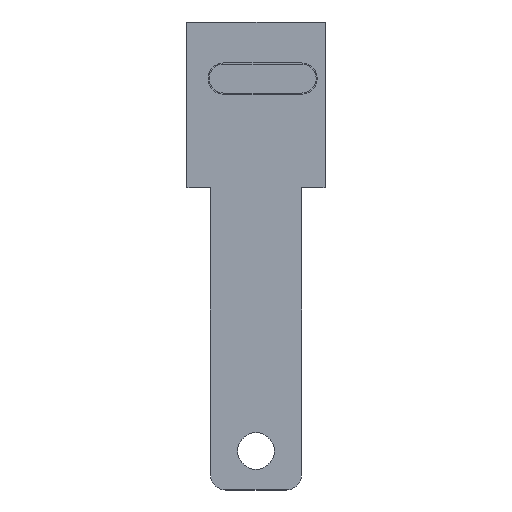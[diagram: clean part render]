
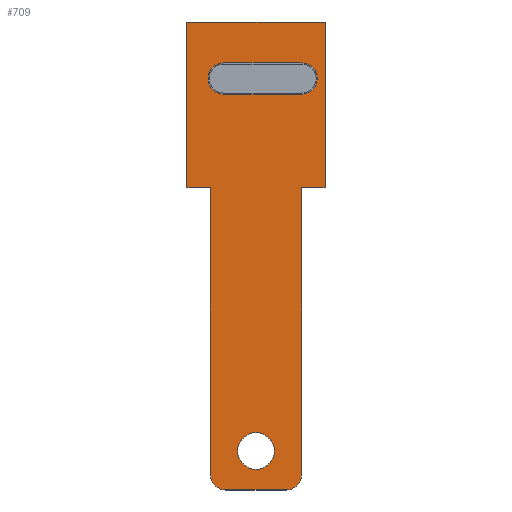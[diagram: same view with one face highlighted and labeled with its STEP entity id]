
A CAD part, top view. The second image highlights one B-rep face of the part: STEP entity #709.
In plain terms, the highlighted planar face has unit normal (0, 0, 1).
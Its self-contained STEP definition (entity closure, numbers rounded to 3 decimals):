
#10 = EDGE_CURVE ( 'NONE', #659, #825, #483, .T. ) ;
#18 = EDGE_CURVE ( 'NONE', #1252, #1137, #873, .T. ) ;
#19 = LINE ( 'NONE', #1000, #864 ) ;
#33 = VERTEX_POINT ( 'NONE', #373 ) ;
#40 = DIRECTION ( 'NONE',  ( 1., 0., 0. ) ) ;
#43 = ORIENTED_EDGE ( 'NONE', *, *, #637, .F. ) ;
#49 = VERTEX_POINT ( 'NONE', #196 ) ;
#52 = CARTESIAN_POINT ( 'NONE',  ( 0., 0., 3. ) ) ;
#70 = LINE ( 'NONE', #677, #1050 ) ;
#78 = DIRECTION ( 'NONE',  ( 1., 0., 0. ) ) ;
#81 = CARTESIAN_POINT ( 'NONE',  ( -38.714, 28.776, 3. ) ) ;
#89 = CIRCLE ( 'NONE', #193, 2. ) ;
#91 = DIRECTION ( 'NONE',  ( -1., 0., 0. ) ) ;
#92 = ORIENTED_EDGE ( 'NONE', *, *, #270, .F. ) ;
#114 = CARTESIAN_POINT ( 'NONE',  ( -28.714, -23.974, 3. ) ) ;
#122 = LINE ( 'NONE', #1112, #816 ) ;
#130 = CARTESIAN_POINT ( 'NONE',  ( -43.414, 12.776, 3. ) ) ;
#136 = EDGE_CURVE ( 'NONE', #961, #653, #524, .T. ) ;
#144 = DIRECTION ( 'NONE',  ( -1., 0., 0. ) ) ;
#152 = AXIS2_PLACEMENT_3D ( 'NONE', #292, #1107, #211 ) ;
#181 = CARTESIAN_POINT ( 'NONE',  ( -28.714, 26.776, 3. ) ) ;
#193 = AXIS2_PLACEMENT_3D ( 'NONE', #181, #988, #886 ) ;
#196 = CARTESIAN_POINT ( 'NONE',  ( -30.714, -25.974, 3. ) ) ;
#211 = DIRECTION ( 'NONE',  ( 1., 0., 0. ) ) ;
#220 = ORIENTED_EDGE ( 'NONE', *, *, #136, .F. ) ;
#226 = AXIS2_PLACEMENT_3D ( 'NONE', #1022, #728, #528 ) ;
#240 = VECTOR ( 'NONE', #465, 1000. ) ;
#243 = CARTESIAN_POINT ( 'NONE',  ( -43.414, 34.026, 3. ) ) ;
#246 = CIRCLE ( 'NONE', #309, 2.35 ) ;
#250 = AXIS2_PLACEMENT_3D ( 'NONE', #787, #678, #286 ) ;
#262 = DIRECTION ( 'NONE',  ( 1., 0., 0. ) ) ;
#269 = EDGE_CURVE ( 'NONE', #727, #1059, #246, .T. ) ;
#270 = EDGE_CURVE ( 'NONE', #955, #818, #1229, .T. ) ;
#286 = DIRECTION ( 'NONE',  ( 1., 0., 0. ) ) ;
#292 = CARTESIAN_POINT ( 'NONE',  ( -30.714, -23.974, 3. ) ) ;
#305 = EDGE_CURVE ( 'NONE', #914, #754, #684, .T. ) ;
#309 = AXIS2_PLACEMENT_3D ( 'NONE', #643, #1023, #144 ) ;
#321 = EDGE_CURVE ( 'NONE', #754, #868, #452, .T. ) ;
#331 = ORIENTED_EDGE ( 'NONE', *, *, #922, .T. ) ;
#336 = CARTESIAN_POINT ( 'NONE',  ( -38.414, -25.974, 3. ) ) ;
#345 = DIRECTION ( 'NONE',  ( 0., 0., 1. ) ) ;
#347 = CARTESIAN_POINT ( 'NONE',  ( -38.714, 24.776, 3. ) ) ;
#373 = CARTESIAN_POINT ( 'NONE',  ( -25.714, 34.026, 3. ) ) ;
#382 = LINE ( 'NONE', #957, #1193 ) ;
#400 = ORIENTED_EDGE ( 'NONE', *, *, #1181, .T. ) ;
#421 = EDGE_CURVE ( 'NONE', #33, #1156, #70, .T. ) ;
#434 = ORIENTED_EDGE ( 'NONE', *, *, #10, .F. ) ;
#438 = DIRECTION ( 'NONE',  ( 0., 0., 1. ) ) ;
#452 = LINE ( 'NONE', #347, #1037 ) ;
#460 = EDGE_CURVE ( 'NONE', #868, #659, #89, .T. ) ;
#465 = DIRECTION ( 'NONE',  ( 0., -1., 0. ) ) ;
#475 = CARTESIAN_POINT ( 'NONE',  ( -40.414, 12.776, 3. ) ) ;
#483 = CIRCLE ( 'NONE', #651, 2. ) ;
#498 = ORIENTED_EDGE ( 'NONE', *, *, #805, .T. ) ;
#513 = DIRECTION ( 'NONE',  ( -1., 0., 0. ) ) ;
#516 = DIRECTION ( 'NONE',  ( 0., -1., 0. ) ) ;
#518 = VECTOR ( 'NONE', #934, 1000. ) ;
#524 = LINE ( 'NONE', #1108, #1116 ) ;
#528 = DIRECTION ( 'NONE',  ( -1., 0., 0. ) ) ;
#530 = DIRECTION ( 'NONE',  ( 1., 0., 0. ) ) ;
#534 = FACE_BOUND ( 'NONE', #647, .T. ) ;
#551 = ORIENTED_EDGE ( 'NONE', *, *, #1004, .F. ) ;
#556 = CARTESIAN_POINT ( 'NONE',  ( -36.914, -20.974, 3. ) ) ;
#575 = ORIENTED_EDGE ( 'NONE', *, *, #616, .T. ) ;
#580 = EDGE_LOOP ( 'NONE', ( #43, #1268, #712, #575, #220, #846, #400, #935, #331, #92 ) ) ;
#588 = CIRCLE ( 'NONE', #152, 2. ) ;
#589 = ORIENTED_EDGE ( 'NONE', *, *, #460, .F. ) ;
#600 = CARTESIAN_POINT ( 'NONE',  ( -32.214, -20.974, 3. ) ) ;
#616 = EDGE_CURVE ( 'NONE', #49, #653, #588, .T. ) ;
#624 = DIRECTION ( 'NONE',  ( 0., 1., 0. ) ) ;
#637 = EDGE_CURVE ( 'NONE', #1252, #955, #122, .T. ) ;
#643 = CARTESIAN_POINT ( 'NONE',  ( -34.564, -20.974, 3. ) ) ;
#647 = EDGE_LOOP ( 'NONE', ( #1129, #551, #434, #589, #741 ) ) ;
#651 = AXIS2_PLACEMENT_3D ( 'NONE', #1275, #1174, #78 ) ;
#653 = VERTEX_POINT ( 'NONE', #114 ) ;
#659 = VERTEX_POINT ( 'NONE', #1185 ) ;
#663 = CARTESIAN_POINT ( 'NONE',  ( -28.714, 24.776, 3. ) ) ;
#675 = CARTESIAN_POINT ( 'NONE',  ( -40.414, -23.974, 3. ) ) ;
#677 = CARTESIAN_POINT ( 'NONE',  ( -43.414, 34.026, 3. ) ) ;
#678 = DIRECTION ( 'NONE',  ( 0., 0., 1. ) ) ;
#684 = CIRCLE ( 'NONE', #807, 2. ) ;
#709 = ADVANCED_FACE ( 'NONE', ( #1138, #534, #1211 ), #1145, .T. ) ;
#712 = ORIENTED_EDGE ( 'NONE', *, *, #1274, .T. ) ;
#713 = AXIS2_PLACEMENT_3D ( 'NONE', #52, #345, #40 ) ;
#727 = VERTEX_POINT ( 'NONE', #556 ) ;
#728 = DIRECTION ( 'NONE',  ( 0., 0., -1. ) ) ;
#733 = LINE ( 'NONE', #739, #860 ) ;
#739 = CARTESIAN_POINT ( 'NONE',  ( -25.714, 34.026, 3. ) ) ;
#741 = ORIENTED_EDGE ( 'NONE', *, *, #321, .F. ) ;
#744 = CARTESIAN_POINT ( 'NONE',  ( -38.714, 26.776, 3. ) ) ;
#750 = DIRECTION ( 'NONE',  ( 1., 0., 0. ) ) ;
#754 = VERTEX_POINT ( 'NONE', #840 ) ;
#759 = ORIENTED_EDGE ( 'NONE', *, *, #269, .T. ) ;
#787 = CARTESIAN_POINT ( 'NONE',  ( -38.414, -23.974, 3. ) ) ;
#805 = EDGE_CURVE ( 'NONE', #1059, #727, #1143, .T. ) ;
#807 = AXIS2_PLACEMENT_3D ( 'NONE', #744, #438, #750 ) ;
#812 = DIRECTION ( 'NONE',  ( 0., 1., 0. ) ) ;
#816 = VECTOR ( 'NONE', #812, 1000. ) ;
#818 = VERTEX_POINT ( 'NONE', #1130 ) ;
#825 = VERTEX_POINT ( 'NONE', #1158 ) ;
#840 = CARTESIAN_POINT ( 'NONE',  ( -38.714, 24.776, 3. ) ) ;
#846 = ORIENTED_EDGE ( 'NONE', *, *, #867, .F. ) ;
#860 = VECTOR ( 'NONE', #624, 1000. ) ;
#863 = DIRECTION ( 'NONE',  ( -1., 0., 0. ) ) ;
#864 = VECTOR ( 'NONE', #513, 1000. ) ;
#867 = EDGE_CURVE ( 'NONE', #1220, #961, #382, .T. ) ;
#868 = VERTEX_POINT ( 'NONE', #663 ) ;
#869 = LINE ( 'NONE', #875, #876 ) ;
#873 = CIRCLE ( 'NONE', #250, 2. ) ;
#875 = CARTESIAN_POINT ( 'NONE',  ( -43.414, -25.974, 3. ) ) ;
#876 = VECTOR ( 'NONE', #262, 1000. ) ;
#886 = DIRECTION ( 'NONE',  ( 1., 0., 0. ) ) ;
#905 = EDGE_LOOP ( 'NONE', ( #759, #498 ) ) ;
#914 = VERTEX_POINT ( 'NONE', #81 ) ;
#922 = EDGE_CURVE ( 'NONE', #1156, #818, #965, .T. ) ;
#934 = DIRECTION ( 'NONE',  ( -1., 0., 0. ) ) ;
#935 = ORIENTED_EDGE ( 'NONE', *, *, #421, .T. ) ;
#955 = VERTEX_POINT ( 'NONE', #475 ) ;
#957 = CARTESIAN_POINT ( 'NONE',  ( -25.714, 12.776, 3. ) ) ;
#961 = VERTEX_POINT ( 'NONE', #1087 ) ;
#965 = LINE ( 'NONE', #1058, #240 ) ;
#988 = DIRECTION ( 'NONE',  ( 0., 0., 1. ) ) ;
#1000 = CARTESIAN_POINT ( 'NONE',  ( -38.714, 28.776, 3. ) ) ;
#1004 = EDGE_CURVE ( 'NONE', #825, #914, #19, .T. ) ;
#1022 = CARTESIAN_POINT ( 'NONE',  ( -34.564, -20.974, 3. ) ) ;
#1023 = DIRECTION ( 'NONE',  ( 0., 0., -1. ) ) ;
#1037 = VECTOR ( 'NONE', #530, 1000. ) ;
#1050 = VECTOR ( 'NONE', #91, 1000. ) ;
#1058 = CARTESIAN_POINT ( 'NONE',  ( -43.414, 34.026, 3. ) ) ;
#1059 = VERTEX_POINT ( 'NONE', #600 ) ;
#1087 = CARTESIAN_POINT ( 'NONE',  ( -28.714, 12.776, 3. ) ) ;
#1107 = DIRECTION ( 'NONE',  ( 0., 0., 1. ) ) ;
#1108 = CARTESIAN_POINT ( 'NONE',  ( -28.714, -25.974, 3. ) ) ;
#1112 = CARTESIAN_POINT ( 'NONE',  ( -40.414, -25.974, 3. ) ) ;
#1116 = VECTOR ( 'NONE', #516, 1000. ) ;
#1117 = CARTESIAN_POINT ( 'NONE',  ( -25.714, 12.776, 3. ) ) ;
#1129 = ORIENTED_EDGE ( 'NONE', *, *, #305, .F. ) ;
#1130 = CARTESIAN_POINT ( 'NONE',  ( -43.414, 12.776, 3. ) ) ;
#1137 = VERTEX_POINT ( 'NONE', #336 ) ;
#1138 = FACE_BOUND ( 'NONE', #905, .T. ) ;
#1143 = CIRCLE ( 'NONE', #226, 2.35 ) ;
#1145 = PLANE ( 'NONE',  #713 ) ;
#1156 = VERTEX_POINT ( 'NONE', #243 ) ;
#1158 = CARTESIAN_POINT ( 'NONE',  ( -28.714, 28.776, 3. ) ) ;
#1174 = DIRECTION ( 'NONE',  ( 0., 0., 1. ) ) ;
#1181 = EDGE_CURVE ( 'NONE', #1220, #33, #733, .T. ) ;
#1185 = CARTESIAN_POINT ( 'NONE',  ( -26.714, 26.776, 3. ) ) ;
#1193 = VECTOR ( 'NONE', #863, 1000. ) ;
#1211 = FACE_OUTER_BOUND ( 'NONE', #580, .T. ) ;
#1220 = VERTEX_POINT ( 'NONE', #1117 ) ;
#1229 = LINE ( 'NONE', #130, #518 ) ;
#1252 = VERTEX_POINT ( 'NONE', #675 ) ;
#1268 = ORIENTED_EDGE ( 'NONE', *, *, #18, .T. ) ;
#1274 = EDGE_CURVE ( 'NONE', #1137, #49, #869, .T. ) ;
#1275 = CARTESIAN_POINT ( 'NONE',  ( -28.714, 26.776, 3. ) ) ;
